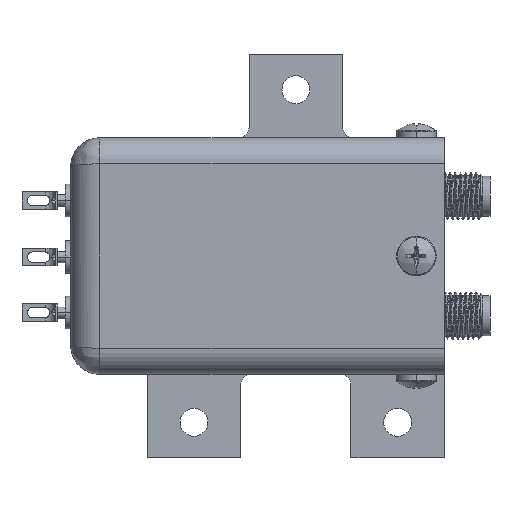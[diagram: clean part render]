
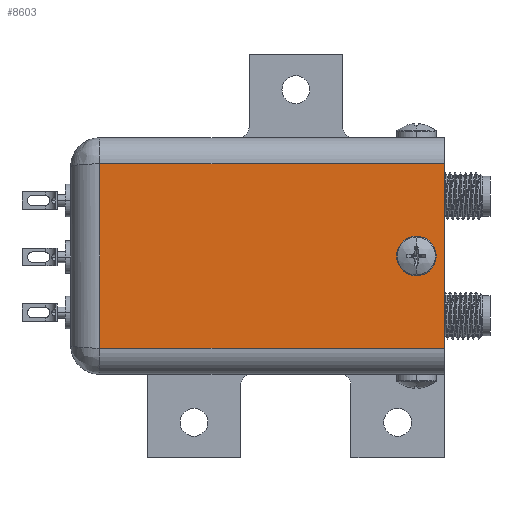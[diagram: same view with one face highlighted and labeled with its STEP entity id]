
A CAD part, left-side view. The second image highlights one B-rep face of the part: STEP entity #8603.
In plain terms, the highlighted face is planar.
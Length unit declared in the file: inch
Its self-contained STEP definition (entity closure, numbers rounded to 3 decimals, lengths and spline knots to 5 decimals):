
#227 = ORIENTED_EDGE ( 'NONE', *, *, #1487, .F. ) ;
#449 = DIRECTION ( 'NONE',  ( -1., 0., 0. ) ) ;
#762 = VERTEX_POINT ( 'NONE', #13028 ) ;
#867 = EDGE_CURVE ( 'NONE', #1476, #8075, #5674, .T. ) ;
#990 = DIRECTION ( 'NONE',  ( 0., 0., 1. ) ) ;
#1286 = VECTOR ( 'NONE', #1446, 39.37008 ) ;
#1446 = DIRECTION ( 'NONE',  ( 0., -1., 0. ) ) ;
#1476 = VERTEX_POINT ( 'NONE', #6023 ) ;
#1487 = EDGE_CURVE ( 'NONE', #6877, #7532, #9429, .T. ) ;
#1527 = DIRECTION ( 'NONE',  ( 0., 0., -1. ) ) ;
#1881 = EDGE_LOOP ( 'NONE', ( #12697, #8936 ) ) ;
#1944 = VERTEX_POINT ( 'NONE', #5109 ) ;
#2315 = EDGE_CURVE ( 'NONE', #7532, #1944, #2541, .T. ) ;
#2385 = LINE ( 'NONE', #6566, #10743 ) ;
#2458 = DIRECTION ( 'NONE',  ( 0., 1., 0. ) ) ;
#2541 = LINE ( 'NONE', #2743, #1286 ) ;
#2616 = DIRECTION ( 'NONE',  ( 0., 0., 1. ) ) ;
#2743 = CARTESIAN_POINT ( 'NONE',  ( 0.493, 2., 0.633 ) ) ;
#3712 = FACE_OUTER_BOUND ( 'NONE', #12285, .T. ) ;
#4199 = AXIS2_PLACEMENT_3D ( 'NONE', #9209, #990, #6259 ) ;
#4788 = ORIENTED_EDGE ( 'NONE', *, *, #13140, .F. ) ;
#5109 = CARTESIAN_POINT ( 'NONE',  ( 0.493, 0., 0.633 ) ) ;
#5223 = EDGE_CURVE ( 'NONE', #762, #6877, #2385, .T. ) ;
#5323 = CARTESIAN_POINT ( 'NONE',  ( -0.633, 1.844, 0.633 ) ) ;
#5631 = DIRECTION ( 'NONE',  ( 1., 0., 0. ) ) ;
#5674 = CIRCLE ( 'NONE', #11779, 0.0675 ) ;
#5698 = DIRECTION ( 'NONE',  ( -1., 0., 0. ) ) ;
#5839 = CARTESIAN_POINT ( 'NONE',  ( 0., 0.15, 0.633 ) ) ;
#5880 = CARTESIAN_POINT ( 'NONE',  ( 0.493, 1.844, 0.633 ) ) ;
#6023 = CARTESIAN_POINT ( 'NONE',  ( 0.0675, 0.15, 0.633 ) ) ;
#6259 = DIRECTION ( 'NONE',  ( 1., 0., 0. ) ) ;
#6566 = CARTESIAN_POINT ( 'NONE',  ( -0.493, 2., 0.633 ) ) ;
#6727 = PLANE ( 'NONE',  #11456 ) ;
#6877 = VERTEX_POINT ( 'NONE', #8121 ) ;
#7053 = VECTOR ( 'NONE', #449, 39.37008 ) ;
#7532 = VERTEX_POINT ( 'NONE', #5880 ) ;
#8075 = VERTEX_POINT ( 'NONE', #12524 ) ;
#8121 = CARTESIAN_POINT ( 'NONE',  ( -0.493, 1.844, 0.633 ) ) ;
#8603 = ADVANCED_FACE ( 'NONE', ( #3712, #10207 ), #6727, .F. ) ;
#8809 = LINE ( 'NONE', #9830, #7053 ) ;
#8936 = ORIENTED_EDGE ( 'NONE', *, *, #13360, .F. ) ;
#9209 = CARTESIAN_POINT ( 'NONE',  ( 0., 0.15, 0.633 ) ) ;
#9429 = LINE ( 'NONE', #5323, #10059 ) ;
#9830 = CARTESIAN_POINT ( 'NONE',  ( -0.633, 0., 0.633 ) ) ;
#10059 = VECTOR ( 'NONE', #10528, 39.37008 ) ;
#10207 = FACE_BOUND ( 'NONE', #1881, .T. ) ;
#10528 = DIRECTION ( 'NONE',  ( 1., 0., 0. ) ) ;
#10545 = CIRCLE ( 'NONE', #4199, 0.0675 ) ;
#10743 = VECTOR ( 'NONE', #2458, 39.37008 ) ;
#10907 = CARTESIAN_POINT ( 'NONE',  ( -0.633, 2., 0.633 ) ) ;
#10908 = ORIENTED_EDGE ( 'NONE', *, *, #2315, .F. ) ;
#11456 = AXIS2_PLACEMENT_3D ( 'NONE', #10907, #1527, #5698 ) ;
#11572 = ORIENTED_EDGE ( 'NONE', *, *, #5223, .F. ) ;
#11779 = AXIS2_PLACEMENT_3D ( 'NONE', #5839, #2616, #5631 ) ;
#12285 = EDGE_LOOP ( 'NONE', ( #227, #11572, #4788, #10908 ) ) ;
#12524 = CARTESIAN_POINT ( 'NONE',  ( -0.0675, 0.15, 0.633 ) ) ;
#12697 = ORIENTED_EDGE ( 'NONE', *, *, #867, .F. ) ;
#13028 = CARTESIAN_POINT ( 'NONE',  ( -0.493, 0., 0.633 ) ) ;
#13140 = EDGE_CURVE ( 'NONE', #1944, #762, #8809, .T. ) ;
#13360 = EDGE_CURVE ( 'NONE', #8075, #1476, #10545, .T. ) ;
